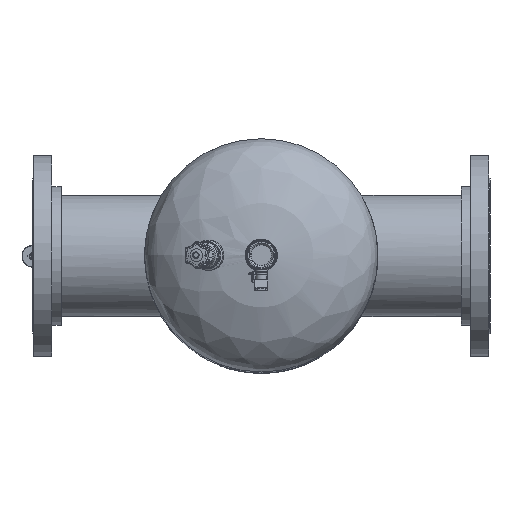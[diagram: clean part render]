
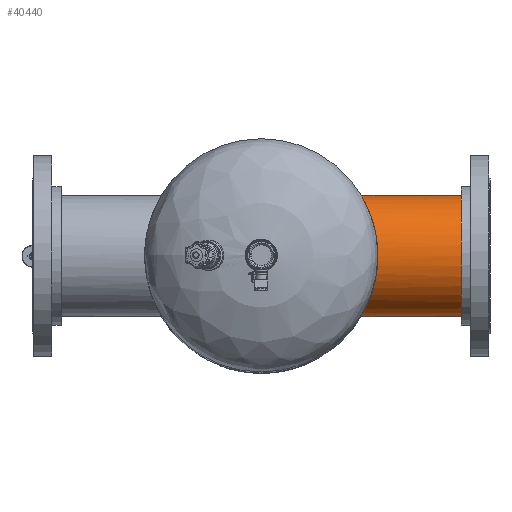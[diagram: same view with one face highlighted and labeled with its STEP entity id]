
A CAD part, top view. The second image highlights one B-rep face of the part: STEP entity #40440.
In plain terms, the highlighted cylindrical face has radius 84.138 mm (diameter 168.275 mm), a full revolution.
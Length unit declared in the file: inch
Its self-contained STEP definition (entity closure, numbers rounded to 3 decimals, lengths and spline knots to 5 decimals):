
#1342=CYLINDRICAL_SURFACE('',#43805,3.3125);
#4177=B_SPLINE_CURVE_WITH_KNOTS('',3,(#98514,#98515,#98516,#98517,#98518,
#98519,#98520,#98521,#98522,#98523,#98524,#98525,#98526,#98527,#98528,#98529,
#98530,#98531),.UNSPECIFIED.,.F.,.F.,(4,2,2,2,2,2,2,2,4),(64.80445,
66.42193,68.0394,69.65687,71.27434,72.89709,
74.51984,76.14259,77.76534),.UNSPECIFIED.);
#4178=B_SPLINE_CURVE_WITH_KNOTS('',3,(#98533,#98534,#98535,#98536,#98537,
#98538,#98539,#98540,#98541,#98542,#98543,#98544,#98545,#98546,#98547,#98548,
#98549,#98550),.UNSPECIFIED.,.F.,.F.,(4,2,2,2,2,2,2,2,4),(25.92178,
27.54453,29.16728,30.79004,32.41279,34.03026,
35.64773,37.2652,38.88267),.UNSPECIFIED.);
#4179=B_SPLINE_CURVE_WITH_KNOTS('',3,(#98552,#98553,#98554,#98555,#98556,
#98557,#98558,#98559,#98560,#98561,#98562,#98563,#98564,#98565,#98566,#98567,
#98568,#98569,#98570,#98571,#98572,#98573,#98574,#98575,#98576,#98577,#98578,
#98579,#98580,#98581,#98582,#98583,#98584,#98585,#98586),.UNSPECIFIED.,
 .F.,.F.,(4,2,2,2,2,2,2,2,3,2,2,2,2,2,2,2,4),(38.88267,40.50014,
42.11762,43.73509,45.35256,46.97531,48.59806,
50.22081,51.84356,53.46631,55.08907,56.71182,
58.33457,59.95204,61.56951,63.18698,64.80445),
 .UNSPECIFIED.);
#6674=FACE_OUTER_BOUND('',#8911,.T.);
#8911=EDGE_LOOP('',(#35840,#35841,#35842,#35843,#35844,#35845));
#10989=LINE('',#142424,#13047);
#13047=VECTOR('',#52475,3.3125);
#14217=CIRCLE('',#43196,3.3125);
#17475=VERTEX_POINT('',#98209);
#17514=VERTEX_POINT('',#98511);
#17515=VERTEX_POINT('',#98513);
#17516=VERTEX_POINT('',#98532);
#22901=EDGE_CURVE('',#17475,#17475,#14217,.T.);
#22957=EDGE_CURVE('',#17514,#17515,#4177,.T.);
#22958=EDGE_CURVE('',#17515,#17516,#4178,.T.);
#22960=EDGE_CURVE('',#17516,#17514,#4179,.T.);
#24188=EDGE_CURVE('',#17514,#17475,#10989,.T.);
#35840=ORIENTED_EDGE('',*,*,#22958,.F.);
#35841=ORIENTED_EDGE('',*,*,#22957,.F.);
#35842=ORIENTED_EDGE('',*,*,#24188,.T.);
#35843=ORIENTED_EDGE('',*,*,#22901,.T.);
#35844=ORIENTED_EDGE('',*,*,#24188,.F.);
#35845=ORIENTED_EDGE('',*,*,#22960,.F.);
#40440=ADVANCED_FACE('',(#6674),#1342,.T.);
#43196=AXIS2_PLACEMENT_3D('',#98210,#50634,#50635);
#43805=AXIS2_PLACEMENT_3D('',#142423,#52473,#52474);
#50634=DIRECTION('center_axis',(-1.,0.,0.));
#50635=DIRECTION('ref_axis',(0.,0.,
-1.));
#52473=DIRECTION('center_axis',(-1.,0.,0.));
#52474=DIRECTION('ref_axis',(0.,0.,
-1.));
#52475=DIRECTION('',(1.,0.,0.));
#98209=CARTESIAN_POINT('',(10.54864,-0.12303,-0.0805));
#98210=CARTESIAN_POINT('Origin',(10.54864,-0.12303,-3.393));
#98511=CARTESIAN_POINT('',(5.98364,-0.12303,-0.0805));
#98513=CARTESIAN_POINT('',(5.05547,3.18947,-3.393));
#98514=CARTESIAN_POINT('Ctrl Pts',(5.98364,-0.12303,
-0.0805));
#98515=CARTESIAN_POINT('Ctrl Pts',(5.98364,0.08924,
-0.0805));
#98516=CARTESIAN_POINT('Ctrl Pts',(5.97279,0.30748,-0.10123));
#98517=CARTESIAN_POINT('Ctrl Pts',(5.9288,0.7391,-0.1871));
#98518=CARTESIAN_POINT('Ctrl Pts',(5.8957,0.95248,-0.2522));
#98519=CARTESIAN_POINT('Ctrl Pts',(5.81234,1.3595,-0.42258));
#98520=CARTESIAN_POINT('Ctrl Pts',(5.76207,1.55355,-0.52798));
#98521=CARTESIAN_POINT('Ctrl Pts',(5.65329,1.91114,-0.76976));
#98522=CARTESIAN_POINT('Ctrl Pts',(5.59486,2.0747,-0.90615));
#98523=CARTESIAN_POINT('Ctrl Pts',(5.48045,2.36429,-1.19574));
#98524=CARTESIAN_POINT('Ctrl Pts',(5.42021,2.50075,-1.35954));
#98525=CARTESIAN_POINT('Ctrl Pts',(5.30497,2.74234,-1.71704));
#98526=CARTESIAN_POINT('Ctrl Pts',(5.25009,2.84751,-1.91075));
#98527=CARTESIAN_POINT('Ctrl Pts',(5.1572,3.0176,-2.31708));
#98528=CARTESIAN_POINT('Ctrl Pts',(5.11924,3.08266,-2.5301));
#98529=CARTESIAN_POINT('Ctrl Pts',(5.06833,3.16861,-2.96157));
#98530=CARTESIAN_POINT('Ctrl Pts',(5.05547,3.18947,-3.18004));
#98531=CARTESIAN_POINT('Ctrl Pts',(5.05547,3.18947,-3.393));
#98532=CARTESIAN_POINT('',(5.98364,-0.12303,-6.7055));
#98533=CARTESIAN_POINT('Ctrl Pts',(5.05547,3.18947,-3.393));
#98534=CARTESIAN_POINT('Ctrl Pts',(5.05547,3.18947,-3.60596));
#98535=CARTESIAN_POINT('Ctrl Pts',(5.06833,3.16861,-3.82443));
#98536=CARTESIAN_POINT('Ctrl Pts',(5.11924,3.08266,-4.2559));
#98537=CARTESIAN_POINT('Ctrl Pts',(5.1572,3.0176,-4.46892));
#98538=CARTESIAN_POINT('Ctrl Pts',(5.25009,2.84751,-4.87525));
#98539=CARTESIAN_POINT('Ctrl Pts',(5.30497,2.74234,-5.06896));
#98540=CARTESIAN_POINT('Ctrl Pts',(5.42021,2.50075,-5.42646));
#98541=CARTESIAN_POINT('Ctrl Pts',(5.48045,2.36429,-5.59026));
#98542=CARTESIAN_POINT('Ctrl Pts',(5.59486,2.0747,-5.87985));
#98543=CARTESIAN_POINT('Ctrl Pts',(5.65329,1.91114,-6.01624));
#98544=CARTESIAN_POINT('Ctrl Pts',(5.76207,1.55355,-6.25802));
#98545=CARTESIAN_POINT('Ctrl Pts',(5.81234,1.3595,-6.36342));
#98546=CARTESIAN_POINT('Ctrl Pts',(5.8957,0.95248,-6.5338));
#98547=CARTESIAN_POINT('Ctrl Pts',(5.9288,0.7391,-6.5989));
#98548=CARTESIAN_POINT('Ctrl Pts',(5.97279,0.30748,-6.68477));
#98549=CARTESIAN_POINT('Ctrl Pts',(5.98364,0.08924,
-6.7055));
#98550=CARTESIAN_POINT('Ctrl Pts',(5.98364,-0.12303,
-6.7055));
#98552=CARTESIAN_POINT('Ctrl Pts',(5.98364,-0.12303,
-6.7055));
#98553=CARTESIAN_POINT('Ctrl Pts',(5.98364,-0.3353,
-6.7055));
#98554=CARTESIAN_POINT('Ctrl Pts',(5.97279,-0.55355,
-6.68477));
#98555=CARTESIAN_POINT('Ctrl Pts',(5.9288,-0.98516,
-6.5989));
#98556=CARTESIAN_POINT('Ctrl Pts',(5.8957,-1.19854,-6.5338));
#98557=CARTESIAN_POINT('Ctrl Pts',(5.81234,-1.60557,-6.36342));
#98558=CARTESIAN_POINT('Ctrl Pts',(5.76207,-1.79961,-6.25802));
#98559=CARTESIAN_POINT('Ctrl Pts',(5.65329,-2.1572,-6.01624));
#98560=CARTESIAN_POINT('Ctrl Pts',(5.59486,-2.32076,-5.87985));
#98561=CARTESIAN_POINT('Ctrl Pts',(5.48045,-2.61036,-5.59026));
#98562=CARTESIAN_POINT('Ctrl Pts',(5.42021,-2.74681,-5.42646));
#98563=CARTESIAN_POINT('Ctrl Pts',(5.30497,-2.9884,-5.06896));
#98564=CARTESIAN_POINT('Ctrl Pts',(5.25009,-3.09357,-4.87525));
#98565=CARTESIAN_POINT('Ctrl Pts',(5.1572,-3.26366,-4.46892));
#98566=CARTESIAN_POINT('Ctrl Pts',(5.11924,-3.32872,-4.2559));
#98567=CARTESIAN_POINT('Ctrl Pts',(5.06833,-3.41467,-3.82443));
#98568=CARTESIAN_POINT('Ctrl Pts',(5.05547,-3.43553,-3.60596));
#98569=CARTESIAN_POINT('Ctrl Pts',(5.05547,-3.43553,-3.393));
#98570=CARTESIAN_POINT('Ctrl Pts',(5.05547,-3.43553,-3.18004));
#98571=CARTESIAN_POINT('Ctrl Pts',(5.06833,-3.41467,-2.96157));
#98572=CARTESIAN_POINT('Ctrl Pts',(5.11924,-3.32872,-2.5301));
#98573=CARTESIAN_POINT('Ctrl Pts',(5.1572,-3.26366,-2.31708));
#98574=CARTESIAN_POINT('Ctrl Pts',(5.25009,-3.09357,-1.91075));
#98575=CARTESIAN_POINT('Ctrl Pts',(5.30497,-2.9884,-1.71704));
#98576=CARTESIAN_POINT('Ctrl Pts',(5.42021,-2.74681,-1.35954));
#98577=CARTESIAN_POINT('Ctrl Pts',(5.48045,-2.61036,-1.19574));
#98578=CARTESIAN_POINT('Ctrl Pts',(5.59486,-2.32076,-0.90615));
#98579=CARTESIAN_POINT('Ctrl Pts',(5.65329,-2.1572,-0.76976));
#98580=CARTESIAN_POINT('Ctrl Pts',(5.76207,-1.79961,-0.52798));
#98581=CARTESIAN_POINT('Ctrl Pts',(5.81234,-1.60557,-0.42258));
#98582=CARTESIAN_POINT('Ctrl Pts',(5.8957,-1.19854,-0.2522));
#98583=CARTESIAN_POINT('Ctrl Pts',(5.9288,-0.98516,
-0.1871));
#98584=CARTESIAN_POINT('Ctrl Pts',(5.97279,-0.55355,
-0.10123));
#98585=CARTESIAN_POINT('Ctrl Pts',(5.98364,-0.3353,
-0.0805));
#98586=CARTESIAN_POINT('Ctrl Pts',(5.98364,-0.12303,
-0.0805));
#142423=CARTESIAN_POINT('Origin',(11.85864,-0.12303,-3.393));
#142424=CARTESIAN_POINT('',(11.85864,-0.12303,-0.0805));
